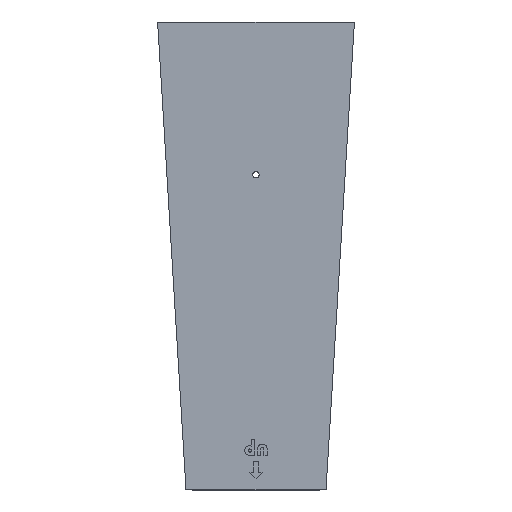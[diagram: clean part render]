
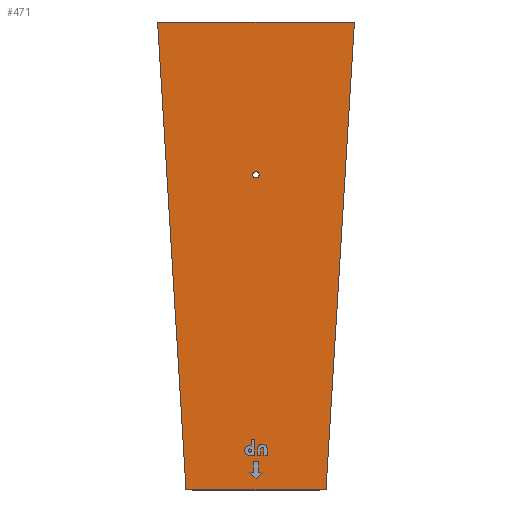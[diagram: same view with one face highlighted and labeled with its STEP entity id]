
A CAD part, top view. The second image highlights one B-rep face of the part: STEP entity #471.
In plain terms, the highlighted planar face has unit normal (0, 0, 1).
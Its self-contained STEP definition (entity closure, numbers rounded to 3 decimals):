
#244=CARTESIAN_POINT('',(0.,0.,-2.2));
#245=DIRECTION('',(0.,0.,1.));
#246=DIRECTION('',(1.,0.,0.));
#247=AXIS2_PLACEMENT_3D('',#244,#245,#246);
#248=PLANE('',#247);
#249=CARTESIAN_POINT('',(-1.503,-113.186,-2.2));
#250=VERTEX_POINT('',#249);
#251=CARTESIAN_POINT('',(-1.503,-116.014,-2.2));
#252=VERTEX_POINT('',#251);
#253=CARTESIAN_POINT('',(-2.003,-114.6,-2.2));
#254=DIRECTION('',(0.,0.,1.));
#255=DIRECTION('',(1.,0.,-0.));
#256=AXIS2_PLACEMENT_3D('',#253,#254,#255);
#257=CIRCLE('',#256,1.5);
#258=EDGE_CURVE('',#250,#252,#257,.T.);
#259=ORIENTED_EDGE('',*,*,#258,.F.);
#260=CARTESIAN_POINT('',(-1.503,-111.1,-2.2));
#261=VERTEX_POINT('',#260);
#262=CARTESIAN_POINT('',(-1.503,-113.186,-2.2));
#263=DIRECTION('',(-0.,1.,0.));
#264=VECTOR('',#263,2.086);
#265=LINE('',#262,#264);
#266=EDGE_CURVE('',#250,#261,#265,.T.);
#267=ORIENTED_EDGE('',*,*,#266,.T.);
#268=CARTESIAN_POINT('',(-0.503,-111.1,-2.2));
#269=VERTEX_POINT('',#268);
#270=CARTESIAN_POINT('',(-0.503,-111.1,-2.2));
#271=DIRECTION('',(-1.,0.,0.));
#272=VECTOR('',#271,1.);
#273=LINE('',#270,#272);
#274=EDGE_CURVE('',#269,#261,#273,.T.);
#275=ORIENTED_EDGE('',*,*,#274,.F.);
#276=CARTESIAN_POINT('',(-0.503,-116.1,-2.2));
#277=VERTEX_POINT('',#276);
#278=CARTESIAN_POINT('',(-0.503,-116.1,-2.2));
#279=DIRECTION('',(-0.,1.,0.));
#280=VECTOR('',#279,5.);
#281=LINE('',#278,#280);
#282=EDGE_CURVE('',#277,#269,#281,.T.);
#283=ORIENTED_EDGE('',*,*,#282,.F.);
#284=CARTESIAN_POINT('',(-1.503,-116.1,-2.2));
#285=VERTEX_POINT('',#284);
#286=CARTESIAN_POINT('',(-0.503,-116.1,-2.2));
#287=DIRECTION('',(-1.,0.,0.));
#288=VECTOR('',#287,1.);
#289=LINE('',#286,#288);
#290=EDGE_CURVE('',#277,#285,#289,.T.);
#291=ORIENTED_EDGE('',*,*,#290,.T.);
#292=CARTESIAN_POINT('',(-1.503,-116.1,-2.2));
#293=DIRECTION('',(0.,1.,0.));
#294=VECTOR('',#293,0.086);
#295=LINE('',#292,#294);
#296=EDGE_CURVE('',#285,#252,#295,.T.);
#297=ORIENTED_EDGE('',*,*,#296,.T.);
#298=EDGE_LOOP('',(#259,#267,#275,#283,#291,#297));
#299=FACE_BOUND('',#298,.T.);
#300=CARTESIAN_POINT('',(0.997,-27.984,-2.2));
#301=VERTEX_POINT('',#300);
#302=CARTESIAN_POINT('',(-0.003,-27.984,-2.2));
#303=DIRECTION('',(0.,0.,1.));
#304=DIRECTION('',(1.,0.,-0.));
#305=AXIS2_PLACEMENT_3D('',#302,#303,#304);
#306=CIRCLE('',#305,1.);
#307=EDGE_CURVE('',#301,#301,#306,.T.);
#308=ORIENTED_EDGE('',*,*,#307,.F.);
#309=EDGE_LOOP('',(#308));
#310=FACE_BOUND('',#309,.T.);
#311=CARTESIAN_POINT('',(-21.991,-127.,-2.2));
#312=VERTEX_POINT('',#311);
#313=CARTESIAN_POINT('',(-30.9,20.,-2.2));
#314=VERTEX_POINT('',#313);
#315=CARTESIAN_POINT('',(-21.991,-127.,-2.2));
#316=DIRECTION('',(-0.06,0.998,0.));
#317=VECTOR('',#316,147.27);
#318=LINE('',#315,#317);
#319=EDGE_CURVE('',#312,#314,#318,.T.);
#320=ORIENTED_EDGE('',*,*,#319,.F.);
#321=CARTESIAN_POINT('',(21.991,-127.,-2.2));
#322=VERTEX_POINT('',#321);
#323=CARTESIAN_POINT('',(21.991,-127.,-2.2));
#324=DIRECTION('',(-1.,0.,0.));
#325=VECTOR('',#324,43.982);
#326=LINE('',#323,#325);
#327=EDGE_CURVE('',#322,#312,#326,.T.);
#328=ORIENTED_EDGE('',*,*,#327,.F.);
#329=CARTESIAN_POINT('',(30.9,20.,-2.2));
#330=VERTEX_POINT('',#329);
#331=CARTESIAN_POINT('',(30.9,20.,-2.2));
#332=DIRECTION('',(-0.06,-0.998,0.));
#333=VECTOR('',#332,147.27);
#334=LINE('',#331,#333);
#335=EDGE_CURVE('',#330,#322,#334,.T.);
#336=ORIENTED_EDGE('',*,*,#335,.F.);
#337=CARTESIAN_POINT('',(30.9,20.,-2.2));
#338=DIRECTION('',(-1.,-0.,0.));
#339=VECTOR('',#338,61.8);
#340=LINE('',#337,#339);
#341=EDGE_CURVE('',#330,#314,#340,.T.);
#342=ORIENTED_EDGE('',*,*,#341,.T.);
#343=EDGE_LOOP('',(#320,#328,#336,#342));
#344=FACE_BOUND('',#343,.T.);
#345=CARTESIAN_POINT('',(2.497,-116.1,-2.2));
#346=VERTEX_POINT('',#345);
#347=CARTESIAN_POINT('',(2.497,-114.1,-2.2));
#348=VERTEX_POINT('',#347);
#349=CARTESIAN_POINT('',(2.497,-116.1,-2.2));
#350=DIRECTION('',(0.,1.,0.));
#351=VECTOR('',#350,2.);
#352=LINE('',#349,#351);
#353=EDGE_CURVE('',#346,#348,#352,.T.);
#354=ORIENTED_EDGE('',*,*,#353,.T.);
#355=CARTESIAN_POINT('',(1.497,-114.1,-2.2));
#356=VERTEX_POINT('',#355);
#357=CARTESIAN_POINT('',(1.997,-114.1,-2.2));
#358=DIRECTION('',(0.,0.,1.));
#359=DIRECTION('',(1.,0.,-0.));
#360=AXIS2_PLACEMENT_3D('',#357,#358,#359);
#361=CIRCLE('',#360,0.5);
#362=EDGE_CURVE('',#348,#356,#361,.T.);
#363=ORIENTED_EDGE('',*,*,#362,.T.);
#364=CARTESIAN_POINT('',(1.497,-116.1,-2.2));
#365=VERTEX_POINT('',#364);
#366=CARTESIAN_POINT('',(1.497,-116.1,-2.2));
#367=DIRECTION('',(-0.,1.,0.));
#368=VECTOR('',#367,2.);
#369=LINE('',#366,#368);
#370=EDGE_CURVE('',#365,#356,#369,.T.);
#371=ORIENTED_EDGE('',*,*,#370,.F.);
#372=CARTESIAN_POINT('',(0.497,-116.1,-2.2));
#373=VERTEX_POINT('',#372);
#374=CARTESIAN_POINT('',(0.497,-116.1,-2.2));
#375=DIRECTION('',(1.,0.,-0.));
#376=VECTOR('',#375,1.);
#377=LINE('',#374,#376);
#378=EDGE_CURVE('',#373,#365,#377,.T.);
#379=ORIENTED_EDGE('',*,*,#378,.F.);
#380=CARTESIAN_POINT('',(0.497,-114.1,-2.2));
#381=VERTEX_POINT('',#380);
#382=CARTESIAN_POINT('',(0.497,-116.1,-2.2));
#383=DIRECTION('',(0.,1.,0.));
#384=VECTOR('',#383,2.);
#385=LINE('',#382,#384);
#386=EDGE_CURVE('',#373,#381,#385,.T.);
#387=ORIENTED_EDGE('',*,*,#386,.T.);
#388=CARTESIAN_POINT('',(3.497,-114.1,-2.2));
#389=VERTEX_POINT('',#388);
#390=CARTESIAN_POINT('',(1.997,-114.1,-2.2));
#391=DIRECTION('',(0.,0.,1.));
#392=DIRECTION('',(1.,0.,-0.));
#393=AXIS2_PLACEMENT_3D('',#390,#391,#392);
#394=CIRCLE('',#393,1.5);
#395=EDGE_CURVE('',#389,#381,#394,.T.);
#396=ORIENTED_EDGE('',*,*,#395,.F.);
#397=CARTESIAN_POINT('',(3.497,-116.1,-2.2));
#398=VERTEX_POINT('',#397);
#399=CARTESIAN_POINT('',(3.497,-116.1,-2.2));
#400=DIRECTION('',(0.,1.,0.));
#401=VECTOR('',#400,2.);
#402=LINE('',#399,#401);
#403=EDGE_CURVE('',#398,#389,#402,.T.);
#404=ORIENTED_EDGE('',*,*,#403,.F.);
#405=CARTESIAN_POINT('',(3.497,-116.1,-2.2));
#406=DIRECTION('',(-1.,0.,0.));
#407=VECTOR('',#406,1.);
#408=LINE('',#405,#407);
#409=EDGE_CURVE('',#398,#346,#408,.T.);
#410=ORIENTED_EDGE('',*,*,#409,.T.);
#411=EDGE_LOOP('',(#354,#363,#371,#379,#387,#396,#404,#410));
#412=FACE_BOUND('',#411,.T.);
#413=CARTESIAN_POINT('',(0.8,-118.1,-2.2));
#414=VERTEX_POINT('',#413);
#415=CARTESIAN_POINT('',(0.8,-121.5,-2.2));
#416=VERTEX_POINT('',#415);
#417=CARTESIAN_POINT('',(0.8,-118.1,-2.2));
#418=DIRECTION('',(0.,-1.,0.));
#419=VECTOR('',#418,3.4);
#420=LINE('',#417,#419);
#421=EDGE_CURVE('',#414,#416,#420,.T.);
#422=ORIENTED_EDGE('',*,*,#421,.T.);
#423=CARTESIAN_POINT('',(1.944,-121.5,-2.2));
#424=VERTEX_POINT('',#423);
#425=CARTESIAN_POINT('',(0.8,-121.5,-2.2));
#426=DIRECTION('',(1.,0.,-0.));
#427=VECTOR('',#426,1.144);
#428=LINE('',#425,#427);
#429=EDGE_CURVE('',#416,#424,#428,.T.);
#430=ORIENTED_EDGE('',*,*,#429,.T.);
#431=CARTESIAN_POINT('',(0.,-123.444,-2.2));
#432=VERTEX_POINT('',#431);
#433=CARTESIAN_POINT('',(0.,-123.444,-2.2));
#434=DIRECTION('',(0.707,0.707,0.));
#435=VECTOR('',#434,2.75);
#436=LINE('',#433,#435);
#437=EDGE_CURVE('',#432,#424,#436,.T.);
#438=ORIENTED_EDGE('',*,*,#437,.F.);
#439=CARTESIAN_POINT('',(-1.944,-121.5,-2.2));
#440=VERTEX_POINT('',#439);
#441=CARTESIAN_POINT('',(-0.,-123.444,-2.2));
#442=DIRECTION('',(-0.707,0.707,0.));
#443=VECTOR('',#442,2.75);
#444=LINE('',#441,#443);
#445=EDGE_CURVE('',#432,#440,#444,.T.);
#446=ORIENTED_EDGE('',*,*,#445,.T.);
#447=CARTESIAN_POINT('',(-0.8,-121.5,-2.2));
#448=VERTEX_POINT('',#447);
#449=CARTESIAN_POINT('',(-1.944,-121.5,-2.2));
#450=DIRECTION('',(1.,0.,-0.));
#451=VECTOR('',#450,1.144);
#452=LINE('',#449,#451);
#453=EDGE_CURVE('',#440,#448,#452,.T.);
#454=ORIENTED_EDGE('',*,*,#453,.T.);
#455=CARTESIAN_POINT('',(-0.8,-118.1,-2.2));
#456=VERTEX_POINT('',#455);
#457=CARTESIAN_POINT('',(-0.8,-121.5,-2.2));
#458=DIRECTION('',(-0.,1.,0.));
#459=VECTOR('',#458,3.4);
#460=LINE('',#457,#459);
#461=EDGE_CURVE('',#448,#456,#460,.T.);
#462=ORIENTED_EDGE('',*,*,#461,.T.);
#463=CARTESIAN_POINT('',(-0.8,-118.1,-2.2));
#464=DIRECTION('',(1.,0.,-0.));
#465=VECTOR('',#464,1.6);
#466=LINE('',#463,#465);
#467=EDGE_CURVE('',#456,#414,#466,.T.);
#468=ORIENTED_EDGE('',*,*,#467,.T.);
#469=EDGE_LOOP('',(#422,#430,#438,#446,#454,#462,#468));
#470=FACE_BOUND('',#469,.T.);
#471=ADVANCED_FACE('',(#299,#310,#344,#412,#470),#248,.T.);
